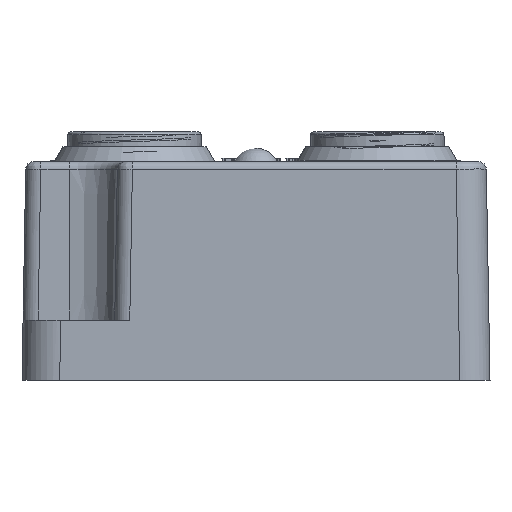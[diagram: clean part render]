
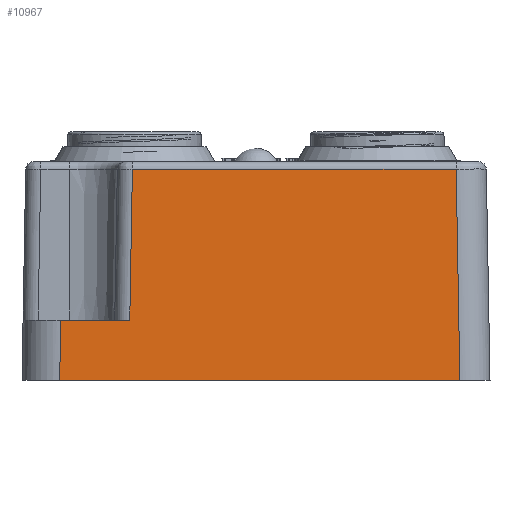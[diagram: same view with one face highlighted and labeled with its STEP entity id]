
A CAD part, front view. The second image highlights one B-rep face of the part: STEP entity #10967.
In plain terms, the highlighted planar face has unit normal (0, -1, 0.018).
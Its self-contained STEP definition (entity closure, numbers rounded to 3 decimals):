
#9279=FACE_OUTER_BOUND('',#17037,.T.);
#10967=ADVANCED_FACE('',(#9279),#13171,.T.);
#13171=PLANE('',#49813);
#17037=EDGE_LOOP('',(#24038,#24039,#24040,#24041,#24042,#24043));
#24038=ORIENTED_EDGE('',*,*,#38806,.T.);
#24039=ORIENTED_EDGE('',*,*,#38852,.T.);
#24040=ORIENTED_EDGE('',*,*,#38853,.T.);
#24041=ORIENTED_EDGE('',*,*,#38324,.F.);
#24042=ORIENTED_EDGE('',*,*,#38854,.T.);
#24043=ORIENTED_EDGE('',*,*,#38855,.T.);
#34262=VERTEX_POINT('',#66631);
#34263=VERTEX_POINT('',#66633);
#34577=VERTEX_POINT('',#68775);
#34578=VERTEX_POINT('',#68777);
#34618=VERTEX_POINT('',#69136);
#34619=VERTEX_POINT('',#69139);
#38324=EDGE_CURVE('',#34262,#34263,#43561,.T.);
#38806=EDGE_CURVE('',#34578,#34577,#43826,.T.);
#38852=EDGE_CURVE('',#34577,#34618,#43840,.T.);
#38853=EDGE_CURVE('',#34618,#34263,#43841,.T.);
#38854=EDGE_CURVE('',#34262,#34619,#43842,.T.);
#38855=EDGE_CURVE('',#34619,#34578,#43843,.T.);
#43561=LINE('',#66632,#46587);
#43826=LINE('',#68776,#46883);
#43840=LINE('',#69135,#46897);
#43841=LINE('',#69137,#46898);
#43842=LINE('',#69138,#46899);
#43843=LINE('',#69140,#46900);
#46587=VECTOR('',#53260,1.);
#46883=VECTOR('',#54120,1.);
#46897=VECTOR('',#54158,1.);
#46898=VECTOR('',#54159,1.);
#46899=VECTOR('',#54160,1.);
#46900=VECTOR('',#54161,1.);
#49813=AXIS2_PLACEMENT_3D('',#69141,#54162,#54163);
#53260=DIRECTION('',(-1.,0.,0.));
#54120=DIRECTION('',(-0.017,-0.017,-1.));
#54158=DIRECTION('',(-1.,0.,0.));
#54159=DIRECTION('',(-0.017,-0.017,-1.));
#54160=DIRECTION('',(-0.017,0.017,1.));
#54161=DIRECTION('',(-1.,0.,0.));
#54162=DIRECTION('',(0.,-1.,0.017));
#54163=DIRECTION('',(0.,-0.017,-1.));
#66631=CARTESIAN_POINT('',(278.885,-222.054,-14.5));
#66632=CARTESIAN_POINT('',(265.35,-222.054,-14.5));
#66633=CARTESIAN_POINT('',(252.332,-222.054,-14.5));
#68775=CARTESIAN_POINT('',(256.982,-221.984,-10.5));
#68776=CARTESIAN_POINT('',(256.933,-222.034,-13.353));
#68777=CARTESIAN_POINT('',(257.157,-221.809,-0.491));
#69135=CARTESIAN_POINT('',(253.,-221.984,-10.5));
#69136=CARTESIAN_POINT('',(252.402,-221.984,-10.5));
#69137=CARTESIAN_POINT('',(252.354,-222.032,-13.276));
#69138=CARTESIAN_POINT('',(278.864,-222.032,-13.267));
#69139=CARTESIAN_POINT('',(278.641,-221.809,-0.491));
#69140=CARTESIAN_POINT('',(265.35,-221.809,-0.491));
#69141=CARTESIAN_POINT('',(265.35,-222.036,-13.5));
